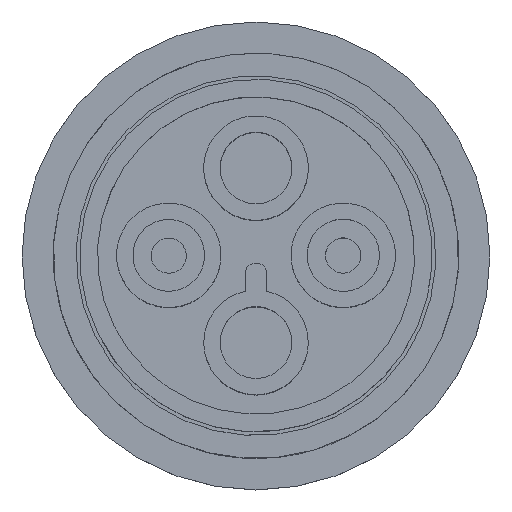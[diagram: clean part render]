
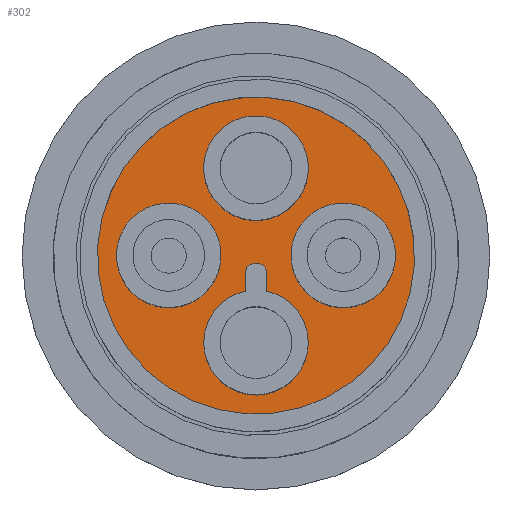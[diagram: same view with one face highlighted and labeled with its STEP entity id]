
A CAD part, top view. The second image highlights one B-rep face of the part: STEP entity #302.
In plain terms, the highlighted planar face has unit normal (0, 0, 1).
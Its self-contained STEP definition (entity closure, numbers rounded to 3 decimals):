
#102=AXIS2_PLACEMENT_3D('Circle Axis2P3D',#100,#101,$) ;
#115=AXIS2_PLACEMENT_3D('Circle Axis2P3D',#113,#114,$) ;
#174=AXIS2_PLACEMENT_3D('Plane Axis2P3D',#171,#172,#173) ;
#178=AXIS2_PLACEMENT_3D('Circle Axis2P3D',#176,#177,$) ;
#187=AXIS2_PLACEMENT_3D('Circle Axis2P3D',#185,#186,$) ;
#200=AXIS2_PLACEMENT_3D('Circle Axis2P3D',#198,#199,$) ;
#209=AXIS2_PLACEMENT_3D('Circle Axis2P3D',#207,#208,$) ;
#218=AXIS2_PLACEMENT_3D('Circle Axis2P3D',#216,#217,$) ;
#227=AXIS2_PLACEMENT_3D('Circle Axis2P3D',#225,#226,$) ;
#291=AXIS2_PLACEMENT_3D('Circle Axis2P3D',#289,#290,$) ;
#90=CARTESIAN_POINT('Vertex',(20.321,15.371,18.695)) ;
#97=CARTESIAN_POINT('Vertex',(16.129,11.179,18.695)) ;
#100=CARTESIAN_POINT('Axis2P3D Location',(18.225,13.275,18.695)) ;
#113=CARTESIAN_POINT('Axis2P3D Location',(18.225,13.275,18.695)) ;
#171=CARTESIAN_POINT('Axis2P3D Location',(13.275,13.275,18.695)) ;
#176=CARTESIAN_POINT('Axis2P3D Location',(13.275,13.275,18.695)) ;
#180=CARTESIAN_POINT('Vertex',(15.808,4.642,18.695)) ;
#182=CARTESIAN_POINT('Vertex',(10.742,21.908,18.695)) ;
#185=CARTESIAN_POINT('Axis2P3D Location',(13.275,13.275,18.695)) ;
#198=CARTESIAN_POINT('Axis2P3D Location',(8.325,13.275,18.695)) ;
#202=CARTESIAN_POINT('Vertex',(10.421,15.371,18.695)) ;
#204=CARTESIAN_POINT('Vertex',(6.229,11.179,18.695)) ;
#207=CARTESIAN_POINT('Axis2P3D Location',(8.325,13.275,18.695)) ;
#216=CARTESIAN_POINT('Axis2P3D Location',(13.275,18.225,18.695)) ;
#220=CARTESIAN_POINT('Vertex',(15.371,20.321,18.695)) ;
#222=CARTESIAN_POINT('Vertex',(11.179,16.129,18.695)) ;
#225=CARTESIAN_POINT('Axis2P3D Location',(13.275,18.225,18.695)) ;
#234=CARTESIAN_POINT('Line Origine',(12.686,11.767,18.695)) ;
#238=CARTESIAN_POINT('Vertex',(12.686,12.303,18.695)) ;
#240=CARTESIAN_POINT('Vertex',(12.686,11.23,18.695)) ;
#244=CARTESIAN_POINT('Control Point',(13.186,12.803,18.695)) ;
#245=CARTESIAN_POINT('Control Point',(13.123,12.803,18.695)) ;
#246=CARTESIAN_POINT('Control Point',(13.061,12.794,18.695)) ;
#247=CARTESIAN_POINT('Control Point',(12.998,12.773,18.695)) ;
#248=CARTESIAN_POINT('Control Point',(12.885,12.715,18.695)) ;
#249=CARTESIAN_POINT('Control Point',(12.796,12.626,18.695)) ;
#250=CARTESIAN_POINT('Control Point',(12.757,12.572,18.695)) ;
#251=CARTESIAN_POINT('Control Point',(12.715,12.488,18.695)) ;
#252=CARTESIAN_POINT('Control Point',(12.693,12.396,18.695)) ;
#253=CARTESIAN_POINT('Control Point',(12.688,12.365,18.695)) ;
#254=CARTESIAN_POINT('Control Point',(12.686,12.334,18.695)) ;
#255=CARTESIAN_POINT('Control Point',(12.686,12.303,18.695)) ;
#256=CARTESIAN_POINT('Vertex',(13.186,12.803,18.695)) ;
#259=CARTESIAN_POINT('Line Origine',(13.275,12.803,18.695)) ;
#263=CARTESIAN_POINT('Vertex',(13.364,12.803,18.695)) ;
#267=CARTESIAN_POINT('Control Point',(13.864,12.303,18.695)) ;
#268=CARTESIAN_POINT('Control Point',(13.864,12.366,18.695)) ;
#269=CARTESIAN_POINT('Control Point',(13.854,12.429,18.695)) ;
#270=CARTESIAN_POINT('Control Point',(13.834,12.491,18.695)) ;
#271=CARTESIAN_POINT('Control Point',(13.776,12.604,18.695)) ;
#272=CARTESIAN_POINT('Control Point',(13.686,12.694,18.695)) ;
#273=CARTESIAN_POINT('Control Point',(13.633,12.732,18.695)) ;
#274=CARTESIAN_POINT('Control Point',(13.548,12.775,18.695)) ;
#275=CARTESIAN_POINT('Control Point',(13.457,12.796,18.695)) ;
#276=CARTESIAN_POINT('Control Point',(13.426,12.801,18.695)) ;
#277=CARTESIAN_POINT('Control Point',(13.395,12.803,18.695)) ;
#278=CARTESIAN_POINT('Control Point',(13.364,12.803,18.695)) ;
#279=CARTESIAN_POINT('Vertex',(13.864,12.303,18.695)) ;
#282=CARTESIAN_POINT('Line Origine',(13.864,11.767,18.695)) ;
#286=CARTESIAN_POINT('Vertex',(13.864,11.23,18.695)) ;
#289=CARTESIAN_POINT('Axis2P3D Location',(13.275,8.325,18.695)) ;
#101=DIRECTION('Axis2P3D Direction',(0.,0.,1.)) ;
#114=DIRECTION('Axis2P3D Direction',(0.,0.,1.)) ;
#172=DIRECTION('Axis2P3D Direction',(0.,0.,-1.)) ;
#173=DIRECTION('Axis2P3D XDirection',(-0.707,-0.707,0.)) ;
#177=DIRECTION('Axis2P3D Direction',(0.,0.,-1.)) ;
#186=DIRECTION('Axis2P3D Direction',(0.,0.,-1.)) ;
#199=DIRECTION('Axis2P3D Direction',(0.,0.,-1.)) ;
#208=DIRECTION('Axis2P3D Direction',(0.,0.,-1.)) ;
#217=DIRECTION('Axis2P3D Direction',(0.,0.,-1.)) ;
#226=DIRECTION('Axis2P3D Direction',(0.,0.,-1.)) ;
#235=DIRECTION('Vector Direction',(0.,-1.,0.)) ;
#260=DIRECTION('Vector Direction',(-1.,0.,0.)) ;
#283=DIRECTION('Vector Direction',(0.,1.,0.)) ;
#290=DIRECTION('Axis2P3D Direction',(0.,0.,-1.)) ;
#236=VECTOR('Line Direction',#235,1.) ;
#261=VECTOR('Line Direction',#260,1.) ;
#284=VECTOR('Line Direction',#283,1.) ;
#191=ORIENTED_EDGE('',*,*,#184,.F.) ;
#192=ORIENTED_EDGE('',*,*,#189,.F.) ;
#195=ORIENTED_EDGE('',*,*,#104,.T.) ;
#196=ORIENTED_EDGE('',*,*,#117,.T.) ;
#213=ORIENTED_EDGE('',*,*,#206,.T.) ;
#214=ORIENTED_EDGE('',*,*,#211,.T.) ;
#231=ORIENTED_EDGE('',*,*,#224,.T.) ;
#232=ORIENTED_EDGE('',*,*,#229,.T.) ;
#295=ORIENTED_EDGE('',*,*,#242,.F.) ;
#296=ORIENTED_EDGE('',*,*,#258,.F.) ;
#297=ORIENTED_EDGE('',*,*,#265,.F.) ;
#298=ORIENTED_EDGE('',*,*,#281,.F.) ;
#299=ORIENTED_EDGE('',*,*,#288,.F.) ;
#300=ORIENTED_EDGE('',*,*,#293,.T.) ;
#197=FACE_BOUND('',#194,.T.) ;
#215=FACE_BOUND('',#212,.T.) ;
#233=FACE_BOUND('',#230,.T.) ;
#301=FACE_BOUND('',#294,.T.) ;
#302=ADVANCED_FACE('STECKVERBINDER',(#193,#197,#215,#233,#301),#175,.F.) ;
#243=B_SPLINE_CURVE_WITH_KNOTS('',5,(#244,#245,#246,#247,#248,#249,#250,#251,#252,#253,#254,#255),.UNSPECIFIED.,.F.,.U.,(6,3,3,6),(0.,0.543,1.086,1.354),.UNSPECIFIED.) ;
#266=B_SPLINE_CURVE_WITH_KNOTS('',5,(#267,#268,#269,#270,#271,#272,#273,#274,#275,#276,#277,#278),.UNSPECIFIED.,.F.,.U.,(6,3,3,6),(0.,0.543,1.086,1.354),.UNSPECIFIED.) ;
#103=CIRCLE('generated circle',#102,2.964) ;
#116=CIRCLE('generated circle',#115,2.964) ;
#179=CIRCLE('generated circle',#178,8.997) ;
#188=CIRCLE('generated circle',#187,8.997) ;
#201=CIRCLE('generated circle',#200,2.964) ;
#210=CIRCLE('generated circle',#209,2.964) ;
#219=CIRCLE('generated circle',#218,2.964) ;
#228=CIRCLE('generated circle',#227,2.964) ;
#292=CIRCLE('generated circle',#291,2.964) ;
#104=EDGE_CURVE('',#91,#98,#103,.F.) ;
#117=EDGE_CURVE('',#98,#91,#116,.F.) ;
#184=EDGE_CURVE('',#181,#183,#179,.T.) ;
#189=EDGE_CURVE('',#183,#181,#188,.T.) ;
#206=EDGE_CURVE('',#203,#205,#201,.T.) ;
#211=EDGE_CURVE('',#205,#203,#210,.T.) ;
#224=EDGE_CURVE('',#221,#223,#219,.T.) ;
#229=EDGE_CURVE('',#223,#221,#228,.T.) ;
#242=EDGE_CURVE('',#239,#241,#237,.T.) ;
#258=EDGE_CURVE('',#257,#239,#243,.T.) ;
#265=EDGE_CURVE('',#264,#257,#262,.T.) ;
#281=EDGE_CURVE('',#280,#264,#266,.T.) ;
#288=EDGE_CURVE('',#287,#280,#285,.T.) ;
#293=EDGE_CURVE('',#287,#241,#292,.T.) ;
#190=EDGE_LOOP('',(#191,#192)) ;
#194=EDGE_LOOP('',(#195,#196)) ;
#212=EDGE_LOOP('',(#213,#214)) ;
#230=EDGE_LOOP('',(#231,#232)) ;
#294=EDGE_LOOP('',(#295,#296,#297,#298,#299,#300)) ;
#193=FACE_OUTER_BOUND('',#190,.T.) ;
#237=LINE('Line',#234,#236) ;
#262=LINE('Line',#259,#261) ;
#285=LINE('Line',#282,#284) ;
#175=PLANE('',#174) ;
#91=VERTEX_POINT('',#90) ;
#98=VERTEX_POINT('',#97) ;
#181=VERTEX_POINT('',#180) ;
#183=VERTEX_POINT('',#182) ;
#203=VERTEX_POINT('',#202) ;
#205=VERTEX_POINT('',#204) ;
#221=VERTEX_POINT('',#220) ;
#223=VERTEX_POINT('',#222) ;
#239=VERTEX_POINT('',#238) ;
#241=VERTEX_POINT('',#240) ;
#257=VERTEX_POINT('',#256) ;
#264=VERTEX_POINT('',#263) ;
#280=VERTEX_POINT('',#279) ;
#287=VERTEX_POINT('',#286) ;
